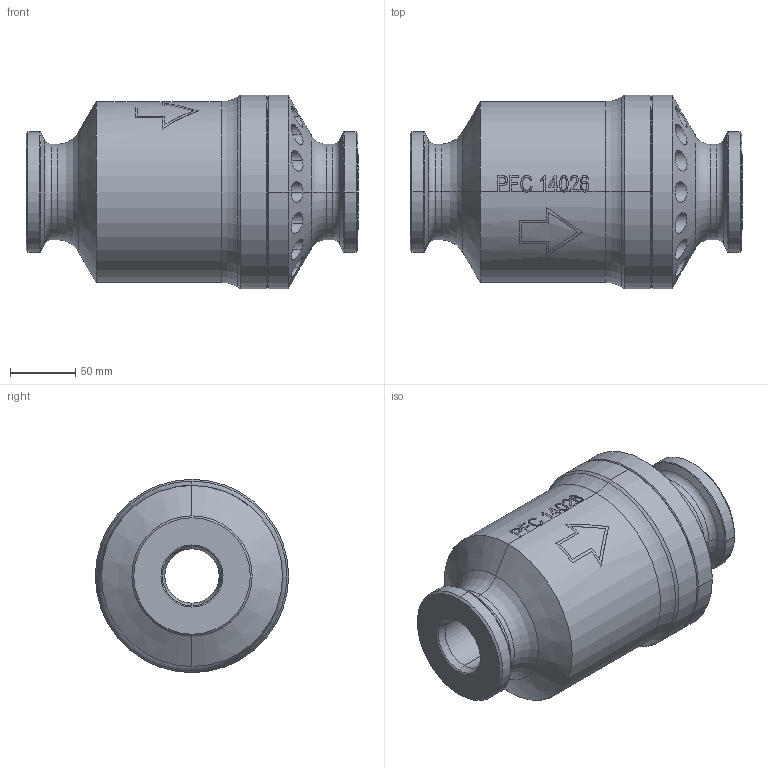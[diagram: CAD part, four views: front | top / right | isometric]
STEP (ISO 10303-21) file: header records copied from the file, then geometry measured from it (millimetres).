
FILE_DESCRIPTION (( 'STEP AP214' ), '1' );
FILE_NAME ('14026_WEBMODEL.STEP', '2015-07-01T20:30:50', ( '' ), ( '' ), 'SwSTEP 2.0', 'SolidWorks 2015', '' );
FILE_SCHEMA (( 'AUTOMOTIVE_DESIGN' ));
Length unit declared in the file: millimetre
Products named in the file (3): 14026101_ADAPTER; 14026100_BODY; 14026_WEBMODEL
Assembly tree (2 placements, depth 2):
  14026_WEBMODEL
    14026101_ADAPTER
    14026100_BODY
Bounding box: 254 x 147.96 x 147.96 mm (x, y, z)
Volume: 2529998.1 mm3; surface area: 214676.6 mm2
Topology: 2 solids, 2 shells, 352 faces, 860 edges, 520 vertices
Faces by surface type: cylinder 138, plane 82, cone 64, bspline 46, torus 22
Entity records: 14645 total; most frequent: CARTESIAN_POINT 6554, ORIENTED_EDGE 1656, DIRECTION 1628, EDGE_CURVE 828, AXIS2_PLACEMENT_3D 639, VERTEX_POINT 520, EDGE_LOOP 428, ADVANCED_FACE 352
